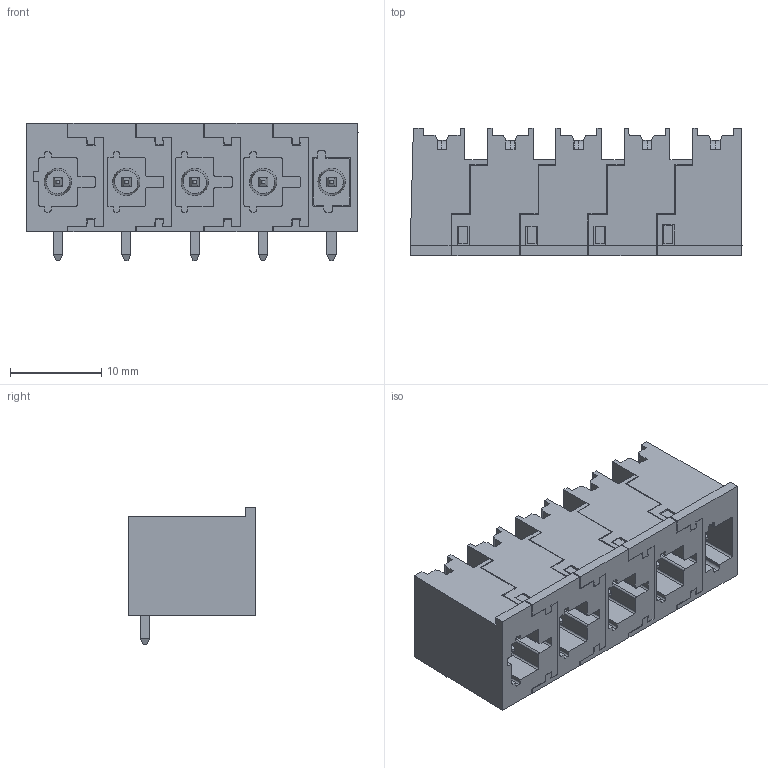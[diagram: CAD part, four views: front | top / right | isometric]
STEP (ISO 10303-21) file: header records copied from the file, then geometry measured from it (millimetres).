
FILE_DESCRIPTION(('CATIA V5 STEP Exchange','CAx-IF Rec.Pracs.--- Model Styling and Organization---1.4--- 2014-01-23'),'2;1');
FILE_NAME ('1357522-2_1_8000078310_8000078310.stp','2022-01-31T13:25:25+00:00',('none'),('Weidmueller'),'CATIA Version 5-6 Release 2016 SP3 HF44','CATIA V5 STEP AP214','none');
FILE_SCHEMA(('AUTOMOTIVE_DESIGN { 1 0 10303 214 1 1 1 1 }'));
Length unit declared in the file: millimetre
Products named in the file (1): 8000078310
Bounding box: 36.4 x 14 x 15.1 mm (x, y, z)
Volume: 3815.1 mm3; surface area: 5962.4 mm2
Topology: 10 solids, 10 shells, 614 faces, 1735 edges, 1150 vertices
Faces by surface type: plane 516, extrusion 48, cylinder 20, revolution 20, cone 10
Entity records: 21302 total; most frequent: CARTESIAN_POINT 5076, ORIENTED_EDGE 3470, DIRECTION 2758, EDGE_CURVE 1735, VECTOR 1582, LINE 1534, VERTEX_POINT 1150, EDGE_LOOP 649
